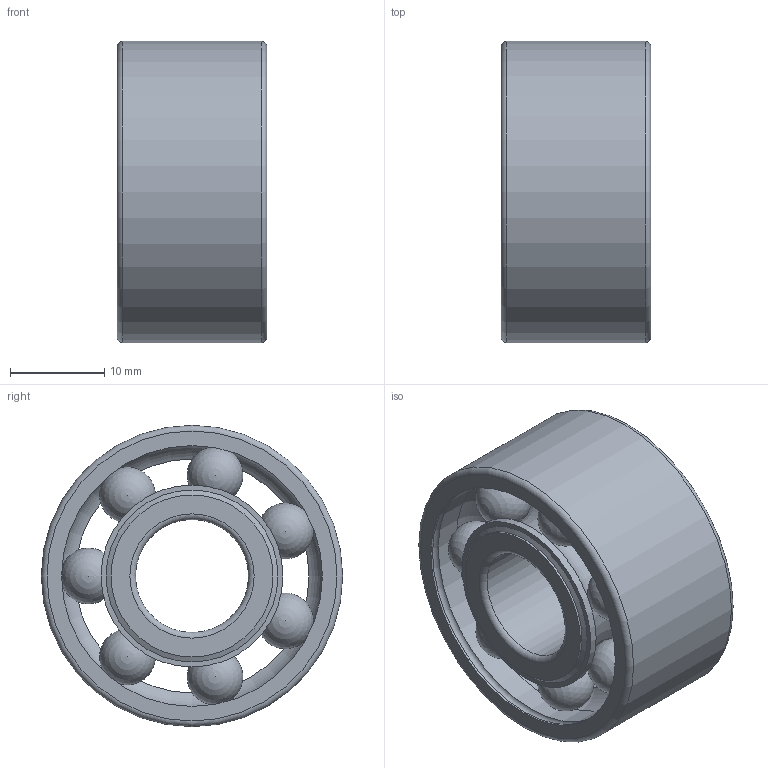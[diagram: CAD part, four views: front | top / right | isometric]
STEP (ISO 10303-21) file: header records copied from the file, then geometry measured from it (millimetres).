
FILE_DESCRIPTION(/* description */ ('STEP AP214'),/* implementation_level */ '2;1');
FILE_NAME(/* name */ 'SKF_3201 ATN9',/* time_stamp */ '2022-11-21T13:58:59+01:00',/* author */ ('License CC BY-ND 4.0'),/* organization */ ('CADENAS'),/* preprocessor_version */ 'ST-DEVELOPER v18.102',/* originating_system */ 'PARTsolutions',/* authorisation */ ' ');
FILE_SCHEMA (('AUTOMOTIVE_DESIGN {1 0 10303 214 3 1 1}'));
Length unit declared in the file: millimetre
Products named in the file (5): SKF_3201 ATN9; SKF_3201 ATN9_PART4; SKF_3201 ATN9_PART3; SKF_3201 ATN9_PART2; SKF_3201 ATN9_PART1
Assembly tree (16 placements, depth 2):
  SKF_3201 ATN9
    SKF_3201 ATN9_PART4  x7
    SKF_3201 ATN9_PART3  x7
    SKF_3201 ATN9_PART2
    SKF_3201 ATN9_PART1
Bounding box: 15.9 x 32 x 32 mm (x, y, z)
Volume: 7171.1 mm3; surface area: 6983.7 mm2
Topology: 16 solids, 16 shells, 44 faces, 96 edges, 58 vertices
Faces by surface type: sphere 14, cylinder 12, torus 10, plane 6, cone 2
Full cylindrical faces by diameter (mm): 12 x1, 17.2 x2, 19.321 x3, 24.85 x1, 27.7 x2, 27.953 x2, 32 x1
Entity records: 864 total; most frequent: DIRECTION 158, CARTESIAN_POINT 111, AXIS2_PLACEMENT_3D 79, FACE_BOUND 62, ORIENTED_EDGE 60, EDGE_LOOP 60, VERTEX_POINT 32, ADVANCED_FACE 32
